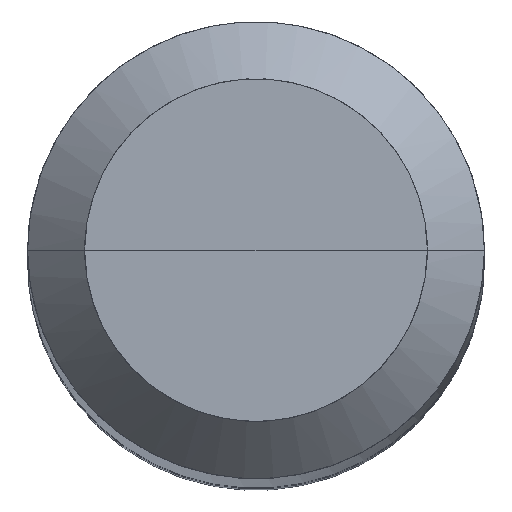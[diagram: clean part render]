
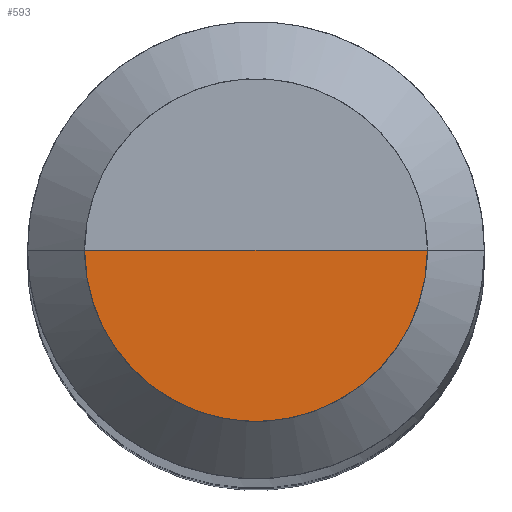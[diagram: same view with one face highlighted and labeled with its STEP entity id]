
A CAD part, top view. The second image highlights one B-rep face of the part: STEP entity #593.
In plain terms, the highlighted free-form (B-spline) face has degree [1, 2] with [2, 5] control points.
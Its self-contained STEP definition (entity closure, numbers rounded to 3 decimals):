
#282=CARTESIAN_POINT('',(1.5,0.0,46.0));
#286=CARTESIAN_POINT('',(-1.5,0.0,46.0));
#287=CARTESIAN_POINT('',(0.0,0.0,46.0));
#294=CARTESIAN_POINT('',(-1.5,-1.5,46.0));
#295=CARTESIAN_POINT('',(0.0,-1.5,46.0));
#296=CARTESIAN_POINT('',(1.5,-1.5,46.0));
#578=(
BOUNDED_SURFACE()
B_SPLINE_SURFACE(1,2,(
(#286,#294,#295,#296,#282),
(#287,#287,#287,#287,#287)
), .UNSPECIFIED.,.F.,.F.,.F.)
B_SPLINE_SURFACE_WITH_KNOTS((2,2),(3,2,3),(
0.0,1.0),(
0.0,0.5,1.0), .UNSPECIFIED.)
GEOMETRIC_REPRESENTATION_ITEM()
RATIONAL_B_SPLINE_SURFACE(((1.0,0.707,1.0,0.707,1.0),
(1.0,0.707,1.0,0.707,1.0)
))
REPRESENTATION_ITEM('')
SURFACE()
);
#579=(
BOUNDED_CURVE()
B_SPLINE_CURVE(2,(#282,#296,#295,#294,#286),.UNSPECIFIED.,.F.,.F.)
B_SPLINE_CURVE_WITH_KNOTS((3,2,3),
(0.0,0.5,1.0),.UNSPECIFIED.)
CURVE()
GEOMETRIC_REPRESENTATION_ITEM()
RATIONAL_B_SPLINE_CURVE((1.0,0.707,1.0,0.707,1.0))
REPRESENTATION_ITEM('')
);
#580=(
BOUNDED_CURVE()
B_SPLINE_CURVE(1,(#286,#287),.UNSPECIFIED.,.F.,.F.)
B_SPLINE_CURVE_WITH_KNOTS((2,2),
(0.0,1.0),.UNSPECIFIED.)
CURVE()
GEOMETRIC_REPRESENTATION_ITEM()
RATIONAL_B_SPLINE_CURVE((1.0,1.0))
REPRESENTATION_ITEM('')
);
#581=(
BOUNDED_CURVE()
B_SPLINE_CURVE(1,(#287,#282),.UNSPECIFIED.,.F.,.F.)
B_SPLINE_CURVE_WITH_KNOTS((2,2),
(0.0,1.0),.UNSPECIFIED.)
CURVE()
GEOMETRIC_REPRESENTATION_ITEM()
RATIONAL_B_SPLINE_CURVE((1.0,1.0))
REPRESENTATION_ITEM('')
);
#582=VERTEX_POINT('',#282);
#583=VERTEX_POINT('',#286);
#584=VERTEX_POINT('',#287);
#585=EDGE_CURVE('',#582,#583,#579,.T.);
#586=EDGE_CURVE('',#583,#584,#580,.T.);
#587=EDGE_CURVE('',#584,#582,#581,.T.);
#588=ORIENTED_EDGE('',*,*,#585,.T.);
#589=ORIENTED_EDGE('',*,*,#586,.T.);
#590=ORIENTED_EDGE('',*,*,#587,.T.);
#591=EDGE_LOOP('',(#588,#589,#590));
#592=FACE_OUTER_BOUND('',#591,.T.);
#593=ADVANCED_FACE('',(#592),#578,.T.);
